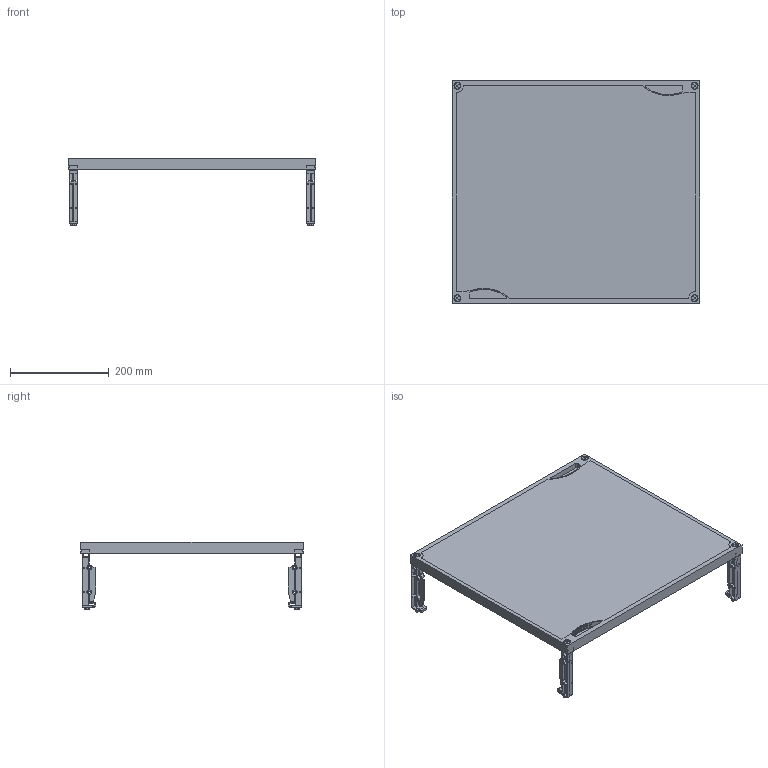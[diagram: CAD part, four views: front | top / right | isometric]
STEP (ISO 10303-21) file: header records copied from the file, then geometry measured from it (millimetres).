
FILE_DESCRIPTION(('STEP AP214'),'1');
FILE_NAME('cctmp_992F92C6-34E8-431D-B603-CA8904411908_2024_05_23_13_31_35_0331..stp','2024-05-23T11:31:35',('SIEMENS A&D'),('CADClick - www.CADClick.com'),'Spatial InterOp 3D',' ','unknown authorization');
FILE_SCHEMA(('AUTOMOTIVE_DESIGN'));
Length unit declared in the file: millimetre
Products named in the file (11): cc_unnamed; 2024_05_23_13_31_35_0310; 2024_05_23_13_31_35_0272; 2024_05_23_13_31_35_0240; 2024_05_23_13_31_35_0206; 2024_05_23_13_31_35_0143; 2024_05_23_13_31_35_0112; 2024_05_23_13_31_35_0081; 2024_05_23_13_31_35_0050; 2024_05_23_13_31_34_0987; 2024_05_23_13_31_34_0956
Assembly tree (10 placements, depth 2):
  cc_unnamed
    2024_05_23_13_31_35_0310
    2024_05_23_13_31_35_0272
    2024_05_23_13_31_35_0240
    2024_05_23_13_31_35_0206
    2024_05_23_13_31_35_0143
    2024_05_23_13_31_35_0112
    2024_05_23_13_31_35_0081
    2024_05_23_13_31_35_0050
    2024_05_23_13_31_34_0987
    2024_05_23_13_31_34_0956
Bounding box: 500 x 450 x 137.23 mm (x, y, z)
Volume: 4969078.7 mm3; surface area: 643863.3 mm2
Topology: 10 solids, 10 shells, 978 faces, 2688 edges, 1768 vertices
Faces by surface type: plane 682, cylinder 272, torus 16, cone 8
Entity records: 39836 total; most frequent: CARTESIAN_POINT 6205, ORIENTED_EDGE 5376, DIRECTION 5298, EDGE_CURVE 2688, LINE 1944, VECTOR 1944, VERTEX_POINT 1768, AXIS2_PLACEMENT_3D 1677
